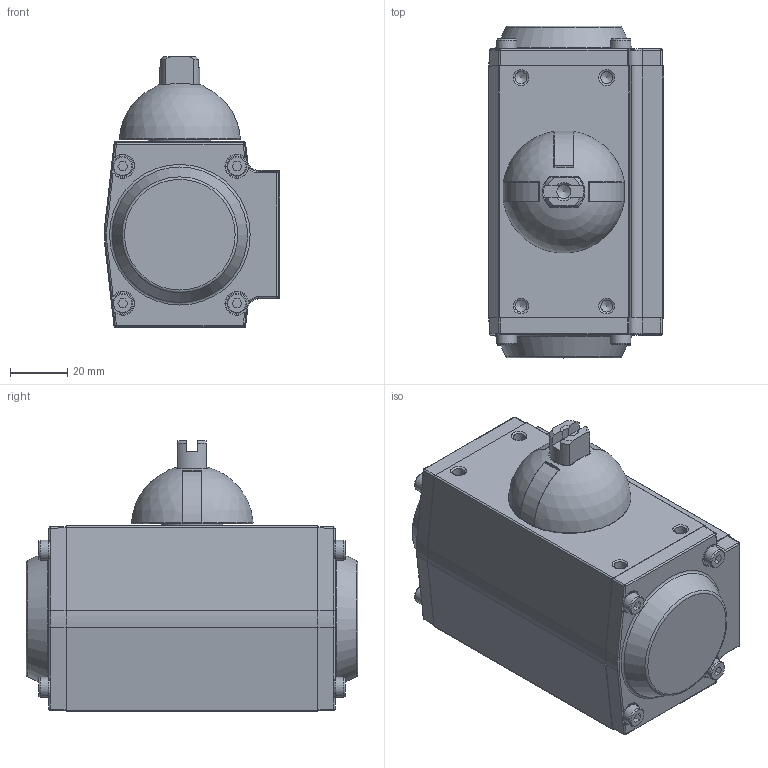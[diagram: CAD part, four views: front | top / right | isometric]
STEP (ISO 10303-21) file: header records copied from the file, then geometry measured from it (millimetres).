
FILE_DESCRIPTION(/* description */ ('Unknown'),/* implementation_level */ '2;1');
FILE_NAME(/* name */ 'GTA-44x90',/* time_stamp */ '2018-10-01T11:18:49+02:00',/* author */ ('Unknown'),/* organization */ ('Unknown'),/* preprocessor_version */ 'ST-DEVELOPER v16.7',/* originating_system */ 'DEX',/* authorisation */ $);
FILE_SCHEMA (('AUTOMOTIVE_DESIGN {1 0 10303 214 3 1 1}'));
Length unit declared in the file: millimetre
Products named in the file (1): GTA-44x90
Bounding box: 61.48 x 116.2 x 94.9 mm (x, y, z)
Surface area: 48463.7 mm2 (no closed solid volume)
Topology: 0 solids, 22 shells, 423 faces, 1274 edges, 836 vertices
Faces by surface type: plane 165, cylinder 124, cone 64, bspline 30, torus 26, sphere 14
Full cylindrical faces by diameter (mm): 4.134 x4, 4.2 x8, 4.917 x1, 7 x8, 8.7 x2, 12 x1, 14 x1, 14.5 x1, 22 x1, 24.8 x1, 25.3 x1
Entity records: 14742 total; most frequent: CARTESIAN_POINT 3806, DIRECTION 2324, ORIENTED_EDGE 1937, EDGE_CURVE 1125, AXIS2_PLACEMENT_3D 908, VERTEX_POINT 806, FACE_BOUND 565, EDGE_LOOP 550
